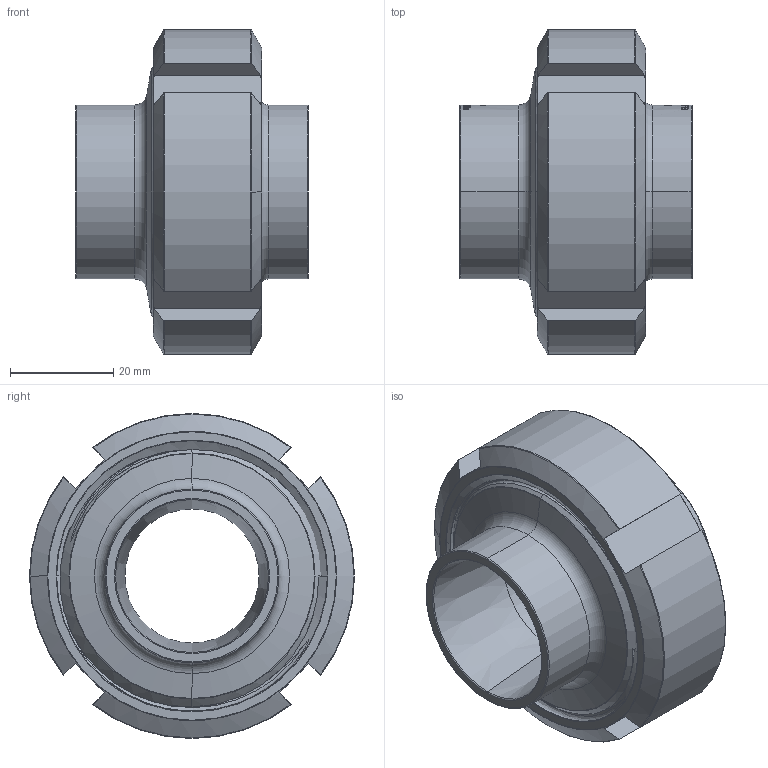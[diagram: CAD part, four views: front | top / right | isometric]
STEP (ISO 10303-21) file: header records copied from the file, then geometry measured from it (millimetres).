
FILE_DESCRIPTION (( 'STEP AP214' ), '1' );
FILE_NAME ('GL-212-033-x Verschraubung S33,7x2,0 heco.STEP', '2017-09-12T09:28:24', ( '' ), ( '' ), 'SwSTEP 2.0', 'SolidWorks 2016', '' );
FILE_SCHEMA (( 'AUTOMOTIVE_DESIGN' ));
Length unit declared in the file: millimetre
Products named in the file (1): GL-212-033-x Verschraubung S33,7x2,0 heco
Bounding box: 45 x 63 x 63 mm (x, y, z)
Volume: 53540.4 mm3; surface area: 30835.2 mm2
Topology: 4 solids, 4 shells, 716 faces, 1862 edges, 1216 vertices
Faces by surface type: bspline 315, plane 229, cylinder 71, torus 71, cone 30
Entity records: 59520 total; most frequent: CARTESIAN_POINT 36085, ORIENTED_EDGE 3724, DIRECTION 2303, EDGE_CURVE 1862, VERTEX_POINT 1216, LINE 789, VECTOR 789, EDGE_LOOP 786
